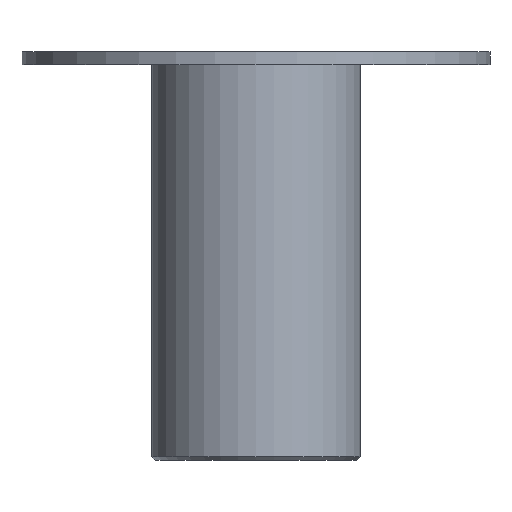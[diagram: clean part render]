
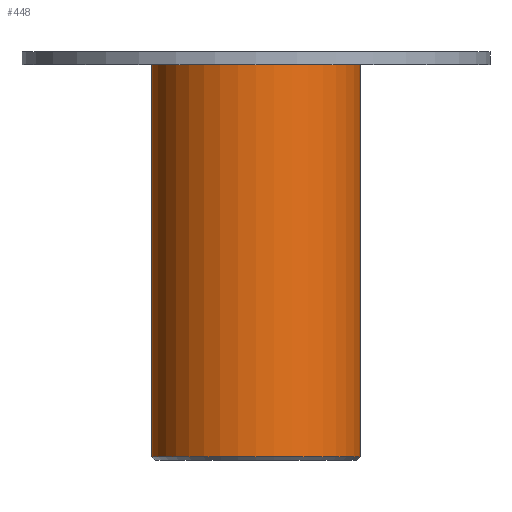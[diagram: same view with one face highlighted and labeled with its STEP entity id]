
A CAD part, front view. The second image highlights one B-rep face of the part: STEP entity #448.
In plain terms, the highlighted cylindrical face has radius 24.5 mm (diameter 49 mm), a full revolution.
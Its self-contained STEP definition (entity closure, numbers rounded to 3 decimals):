
#49=LINE('',#803,#66);
#66=VECTOR('',#664,24.5);
#82=CYLINDRICAL_SURFACE('',#528,24.5);
#100=FACE_OUTER_BOUND('',#124,.T.);
#124=EDGE_LOOP('',(#367,#368,#369,#370));
#188=CIRCLE('',#527,24.5);
#189=CIRCLE('',#529,24.5);
#233=VERTEX_POINT('',#797);
#234=VERTEX_POINT('',#801);
#289=EDGE_CURVE('',#233,#233,#188,.T.);
#290=EDGE_CURVE('',#234,#234,#189,.T.);
#291=EDGE_CURVE('',#234,#233,#49,.T.);
#367=ORIENTED_EDGE('',*,*,#290,.T.);
#368=ORIENTED_EDGE('',*,*,#291,.T.);
#369=ORIENTED_EDGE('',*,*,#289,.F.);
#370=ORIENTED_EDGE('',*,*,#291,.F.);
#448=ADVANCED_FACE('',(#100),#82,.T.);
#527=AXIS2_PLACEMENT_3D('',#799,#658,#659);
#528=AXIS2_PLACEMENT_3D('',#800,#660,#661);
#529=AXIS2_PLACEMENT_3D('',#802,#662,#663);
#658=DIRECTION('center_axis',(0.,0.,-1.));
#659=DIRECTION('ref_axis',(-1.,0.,0.));
#660=DIRECTION('center_axis',(0.,0.,1.));
#661=DIRECTION('ref_axis',(-1.,0.,0.));
#662=DIRECTION('center_axis',(0.,0.,-1.));
#663=DIRECTION('ref_axis',(-1.,0.,0.));
#664=DIRECTION('',(0.,0.,-1.));
#797=CARTESIAN_POINT('',(24.5,0.,0.8));
#799=CARTESIAN_POINT('Origin',(0.,0.,0.8));
#800=CARTESIAN_POINT('Origin',(0.,0.,0.));
#801=CARTESIAN_POINT('',(24.5,0.,93.));
#802=CARTESIAN_POINT('Origin',(0.,0.,93.));
#803=CARTESIAN_POINT('',(24.5,0.,0.));
